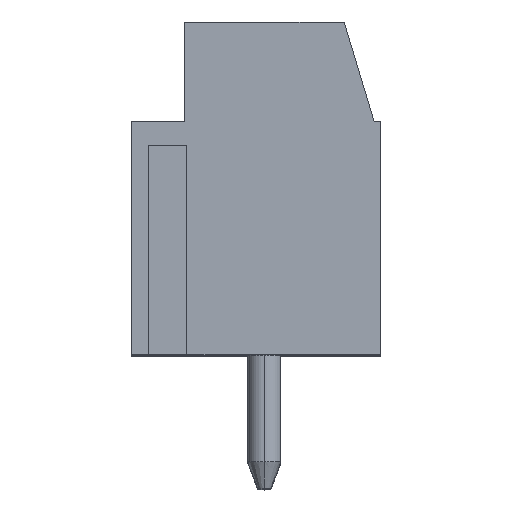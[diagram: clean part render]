
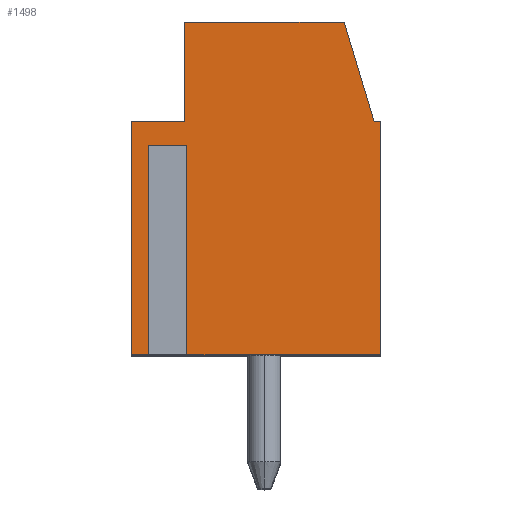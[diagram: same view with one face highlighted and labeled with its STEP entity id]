
A CAD part, top view. The second image highlights one B-rep face of the part: STEP entity #1498.
In plain terms, the highlighted planar face has unit normal (0, 0, 1).
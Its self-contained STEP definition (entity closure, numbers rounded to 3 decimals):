
#23 = ORIENTED_EDGE ( 'NONE', *, *, #1690, .T. ) ;
#24 = ORIENTED_EDGE ( 'NONE', *, *, #1731, .T. ) ;
#45 = ORIENTED_EDGE ( 'NONE', *, *, #1292, .F. ) ;
#49 = ORIENTED_EDGE ( 'NONE', *, *, #1825, .T. ) ;
#68 = VECTOR ( 'NONE', #305, 1000. ) ;
#74 = ORIENTED_EDGE ( 'NONE', *, *, #1878, .T. ) ;
#82 = VERTEX_POINT ( 'NONE', #1686 ) ;
#107 = ORIENTED_EDGE ( 'NONE', *, *, #1469, .T. ) ;
#109 = ORIENTED_EDGE ( 'NONE', *, *, #1495, .T. ) ;
#117 = DIRECTION ( 'NONE',  ( 0., -1., 0. ) ) ;
#139 = VECTOR ( 'NONE', #1424, 1000. ) ;
#161 = LINE ( 'NONE', #1979, #1838 ) ;
#173 = VERTEX_POINT ( 'NONE', #921 ) ;
#190 = DIRECTION ( 'NONE',  ( 0., -1., 0. ) ) ;
#200 = LINE ( 'NONE', #453, #139 ) ;
#205 = ORIENTED_EDGE ( 'NONE', *, *, #1544, .T. ) ;
#208 = ORIENTED_EDGE ( 'NONE', *, *, #1886, .F. ) ;
#218 = CARTESIAN_POINT ( 'NONE',  ( -611.362, 0., 0. ) ) ;
#221 = LINE ( 'NONE', #859, #1475 ) ;
#230 = ORIENTED_EDGE ( 'NONE', *, *, #1848, .T. ) ;
#233 = ORIENTED_EDGE ( 'NONE', *, *, #1577, .T. ) ;
#254 = DIRECTION ( 'NONE',  ( 1., 0., 0. ) ) ;
#276 = ORIENTED_EDGE ( 'NONE', *, *, #1651, .T. ) ;
#297 = CARTESIAN_POINT ( 'NONE',  ( -603.862, -510.614, 0. ) ) ;
#305 = DIRECTION ( 'NONE',  ( 1., 0., 0. ) ) ;
#319 = LINE ( 'NONE', #218, #1063 ) ;
#335 = DIRECTION ( 'NONE',  ( -1., 0., 0. ) ) ;
#347 = VECTOR ( 'NONE', #1084, 1000. ) ;
#394 = LINE ( 'NONE', #775, #550 ) ;
#432 = EDGE_LOOP ( 'NONE', ( #23, #24, #45, #49, #74, #107, #109, #205, #208, #230, #233, #276 ) ) ;
#453 = CARTESIAN_POINT ( 'NONE',  ( -610.837, 0., 0. ) ) ;
#463 = VERTEX_POINT ( 'NONE', #1916 ) ;
#536 = VERTEX_POINT ( 'NONE', #1587 ) ;
#541 = DIRECTION ( 'NONE',  ( 1., 0., 0. ) ) ;
#550 = VECTOR ( 'NONE', #117, 1000. ) ;
#562 = VERTEX_POINT ( 'NONE', #1411 ) ;
#612 = CARTESIAN_POINT ( 'NONE',  ( -611.362, -510.614, 0. ) ) ;
#645 = DIRECTION ( 'NONE',  ( 0., 0., 1. ) ) ;
#658 = VECTOR ( 'NONE', #659, 1000. ) ;
#659 = DIRECTION ( 'NONE',  ( -0.287, 0.958, 0. ) ) ;
#685 = CARTESIAN_POINT ( 'NONE',  ( -610.837, -511.314, 0. ) ) ;
#695 = VERTEX_POINT ( 'NONE', #685 ) ;
#775 = CARTESIAN_POINT ( 'NONE',  ( -609.687, 0., 0. ) ) ;
#791 = VERTEX_POINT ( 'NONE', #926 ) ;
#793 = PLANE ( 'NONE',  #1715 ) ;
#859 = CARTESIAN_POINT ( 'NONE',  ( -603.862, 0., 0. ) ) ;
#865 = DIRECTION ( 'NONE',  ( -1., 0., 0. ) ) ;
#895 = CARTESIAN_POINT ( 'NONE',  ( -610.062, -510.614, 0. ) ) ;
#921 = CARTESIAN_POINT ( 'NONE',  ( -610.837, -517.614, 0. ) ) ;
#926 = CARTESIAN_POINT ( 'NONE',  ( -609.687, -511.314, 0. ) ) ;
#968 = CARTESIAN_POINT ( 'NONE',  ( 0., -507.614, 0. ) ) ;
#971 = VECTOR ( 'NONE', #335, 1000. ) ;
#1019 = DIRECTION ( 'NONE',  ( 0., 1., 0. ) ) ;
#1034 = CARTESIAN_POINT ( 'NONE',  ( -611.362, -517.614, 0. ) ) ;
#1046 = LINE ( 'NONE', #1140, #1911 ) ;
#1060 = CARTESIAN_POINT ( 'NONE',  ( -604.062, -510.614, 0. ) ) ;
#1063 = VECTOR ( 'NONE', #1972, 1000. ) ;
#1084 = DIRECTION ( 'NONE',  ( -1., -0.003, 0. ) ) ;
#1118 = LINE ( 'NONE', #895, #1523 ) ;
#1140 = CARTESIAN_POINT ( 'NONE',  ( -609.762, 0., 0. ) ) ;
#1241 = VERTEX_POINT ( 'NONE', #1034 ) ;
#1292 = EDGE_CURVE ( 'NONE', #2099, #82, #1118, .T. ) ;
#1337 = FACE_OUTER_BOUND ( 'NONE', #432, .T. ) ;
#1350 = VERTEX_POINT ( 'NONE', #1879 ) ;
#1357 = CARTESIAN_POINT ( 'NONE',  ( 0., -517.614, 0. ) ) ;
#1359 = VERTEX_POINT ( 'NONE', #1060 ) ;
#1411 = CARTESIAN_POINT ( 'NONE',  ( -603.862, -510.614, 0. ) ) ;
#1414 = VECTOR ( 'NONE', #541, 1000. ) ;
#1415 = LINE ( 'NONE', #968, #971 ) ;
#1424 = DIRECTION ( 'NONE',  ( 0., 1., 0. ) ) ;
#1449 = CARTESIAN_POINT ( 'NONE',  ( 0., -511.314, 0. ) ) ;
#1469 = EDGE_CURVE ( 'NONE', #173, #695, #200, .T. ) ;
#1475 = VECTOR ( 'NONE', #1019, 1000. ) ;
#1495 = EDGE_CURVE ( 'NONE', #695, #791, #1820, .T. ) ;
#1498 = ADVANCED_FACE ( 'NONE', ( #1337 ), #793, .T. ) ;
#1523 = VECTOR ( 'NONE', #254, 1000. ) ;
#1544 = EDGE_CURVE ( 'NONE', #791, #463, #394, .T. ) ;
#1577 = EDGE_CURVE ( 'NONE', #562, #1359, #1643, .T. ) ;
#1587 = CARTESIAN_POINT ( 'NONE',  ( -604.962, -507.614, 0. ) ) ;
#1612 = CARTESIAN_POINT ( 'NONE',  ( 0., 0., 0. ) ) ;
#1624 = CARTESIAN_POINT ( 'NONE',  ( -604.062, -510.614, 0. ) ) ;
#1643 = LINE ( 'NONE', #297, #347 ) ;
#1651 = EDGE_CURVE ( 'NONE', #1359, #536, #1888, .T. ) ;
#1686 = CARTESIAN_POINT ( 'NONE',  ( -609.762, -510.614, 0. ) ) ;
#1690 = EDGE_CURVE ( 'NONE', #536, #1956, #1415, .T. ) ;
#1715 = AXIS2_PLACEMENT_3D ( 'NONE', #1612, #645, #1770 ) ;
#1731 = EDGE_CURVE ( 'NONE', #1956, #82, #1046, .T. ) ;
#1770 = DIRECTION ( 'NONE',  ( 1., 0., 0. ) ) ;
#1820 = LINE ( 'NONE', #1449, #68 ) ;
#1825 = EDGE_CURVE ( 'NONE', #2099, #1241, #319, .T. ) ;
#1838 = VECTOR ( 'NONE', #865, 1000. ) ;
#1848 = EDGE_CURVE ( 'NONE', #1350, #562, #221, .T. ) ;
#1861 = CARTESIAN_POINT ( 'NONE',  ( -609.762, -507.614, 0. ) ) ;
#1878 = EDGE_CURVE ( 'NONE', #1241, #173, #1887, .T. ) ;
#1879 = CARTESIAN_POINT ( 'NONE',  ( -603.862, -517.614, 0. ) ) ;
#1886 = EDGE_CURVE ( 'NONE', #1350, #463, #161, .T. ) ;
#1887 = LINE ( 'NONE', #1357, #1414 ) ;
#1888 = LINE ( 'NONE', #1624, #658 ) ;
#1911 = VECTOR ( 'NONE', #190, 1000. ) ;
#1916 = CARTESIAN_POINT ( 'NONE',  ( -609.687, -517.614, 0. ) ) ;
#1956 = VERTEX_POINT ( 'NONE', #1861 ) ;
#1972 = DIRECTION ( 'NONE',  ( 0., -1., 0. ) ) ;
#1979 = CARTESIAN_POINT ( 'NONE',  ( -607.612, -517.614, 0. ) ) ;
#2099 = VERTEX_POINT ( 'NONE', #612 ) ;
